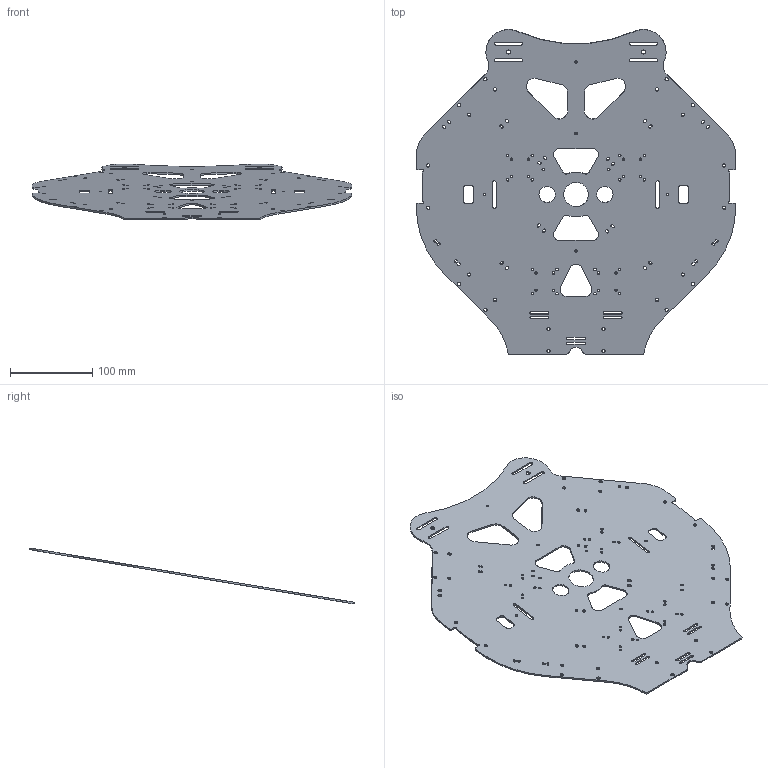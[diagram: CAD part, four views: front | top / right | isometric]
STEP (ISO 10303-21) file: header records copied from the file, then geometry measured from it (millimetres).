
FILE_DESCRIPTION(/* description */ (''),/* implementation_level */ '2;1');
FILE_NAME(/* name */ 'back main plate.step',/* time_stamp */ '2018-01-13T14:27:24-05:00',/* author */ (''),/* organization */ (''),/* preprocessor_version */ 'ST-DEVELOPER v16.13',/* originating_system */ 'Autodesk Translation Framework v6.5.0.72',/* authorisation */ '');
FILE_SCHEMA (('AUTOMOTIVE_DESIGN { 1 0 10303 214 3 1 1 }'));
Length unit declared in the file: millimetre
Products named in the file (1): main plate (1)
Bounding box: 387.65 x 394.27 x 67.9 mm (x, y, z)
Volume: 213305.7 mm3; surface area: 221734.3 mm2
Topology: 1 solids, 1 shells, 325 faces, 975 edges, 652 vertices
Faces by surface type: cylinder 197, plane 128
Full cylindrical faces by diameter (mm): 3 x39, 4 x24, 5 x2, 30 x1
Entity records: 11625 total; most frequent: DIRECTION 2031, CARTESIAN_POINT 1953, ORIENTED_EDGE 1950, EDGE_CURVE 975, AXIS2_PLACEMENT_3D 730, VERTEX_POINT 652, LINE 571, VECTOR 571
